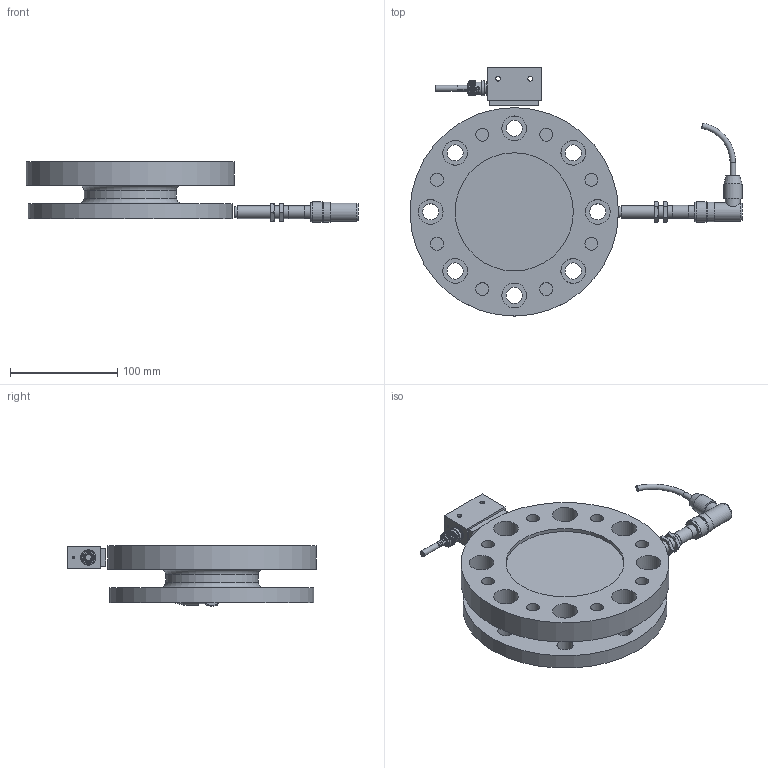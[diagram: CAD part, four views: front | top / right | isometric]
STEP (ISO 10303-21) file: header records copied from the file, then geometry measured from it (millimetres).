
FILE_DESCRIPTION (( 'STEP AP203' ), '1' );
FILE_NAME ('425-316-000-011.STEP', '2021-06-22T10:38:46', ( 'magtroladmin' ), ( 'Hewlett-Packard Company' ), 'SwSTEP 2.0', 'SolidWorks 2021', '' );
FILE_SCHEMA (( 'CONFIG_CONTROL_DESIGN' ));
Length unit declared in the file: millimetre
Products named in the file (11): 425-210-601-011; 425-316-000-011; 957.20.01.0007; 957.18.17.0001; 425-210-600-011_Cƒble court; 957.34.40.4890_pr data-sheet; TF316_mock-up_P_TF315; 425-210-420-023_sans connecteur; 957.11.07.2501; Moque_Pick-up; 957.11.05.0007_4mm
Assembly tree (10 placements, depth 3):
  425-316-000-011
    TF316_mock-up_P_TF315
    425-210-600-011_Cƒble court
      425-210-601-011
      Moque_Pick-up
      957.11.05.0007_4mm
      957.18.17.0001
    425-210-420-023_sans connecteur
      957.20.01.0007
      957.11.07.2501
      957.34.40.4890_pr data-sheet
Bounding box: 309 x 231 x 56.5 mm (x, y, z)
Volume: 1031820.8 mm3; surface area: 174895.9 mm2
Topology: 10 solids, 10 shells, 605 faces, 1431 edges, 936 vertices
Faces by surface type: plane 387, cylinder 163, cone 37, bspline 14, torus 4
Full cylindrical faces by diameter (mm): 1 x3, 1.2 x1, 1.5 x2, 2 x4, 2.8 x1, 3.8 x1, 4 x1, 4.5 x6, 4.86 x1, 5 x2, 5.5 x2, 7 x1, 8 x2, 8.13 x1, 8.5 x2, 9.48 x1, 9.5 x2, 9.88 x1, 10 x5, 10.981 x1, 11.34 x1, 11.88 x1, 11.9 x1, 12 x10, 12.1 x1, 12.5 x1, 13.81 x1, 13.84 x1, 14 x1, 15 x8
Entity records: 22603 total; most frequent: CARTESIAN_POINT 8023, DIRECTION 2867, ORIENTED_EDGE 2582, EDGE_CURVE 1291, AXIS2_PLACEMENT_3D 1211, VERTEX_POINT 904, EDGE_LOOP 873, FACE_OUTER_BOUND 696
